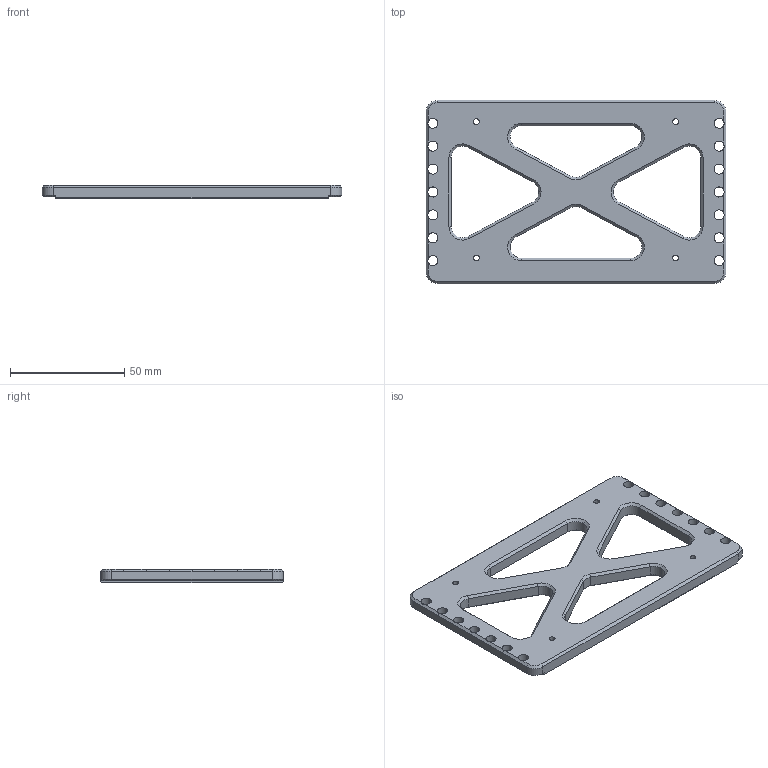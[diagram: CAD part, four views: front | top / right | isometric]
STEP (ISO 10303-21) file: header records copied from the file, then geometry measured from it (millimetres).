
FILE_DESCRIPTION (( 'STEP AP214' ), '1' );
FILE_NAME ('耜啣筵啣.STEP', '2025-07-04T03:33:29', ( 'wsy' ), ( '' ), 'SwSTEP 2.0', 'SolidWorks 2020', '' );
FILE_SCHEMA (( 'AUTOMOTIVE_DESIGN' ));
Length unit declared in the file: millimetre
Products named in the file (1): 耜啣筵啣
Bounding box: 131 x 80 x 6 mm (x, y, z)
Volume: 37725.8 mm3; surface area: 18916.1 mm2
Topology: 1 solids, 1 shells, 151 faces, 422 edges, 259 vertices
Faces by surface type: plane 58, cylinder 55, cone 38
Entity records: 5021 total; most frequent: CARTESIAN_POINT 917, DIRECTION 849, ORIENTED_EDGE 844, EDGE_CURVE 422, AXIS2_PLACEMENT_3D 303, VERTEX_POINT 259, LINE 243, VECTOR 243
